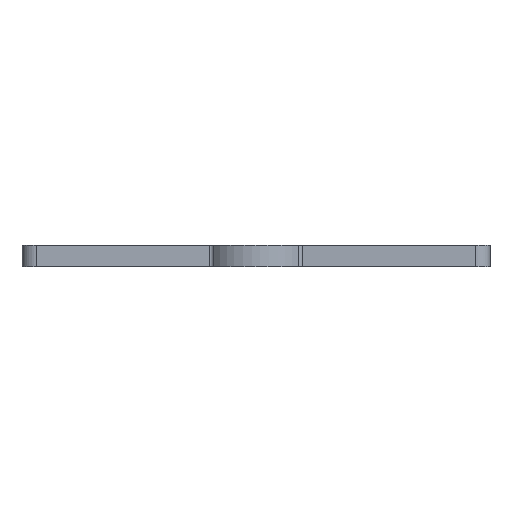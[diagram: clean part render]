
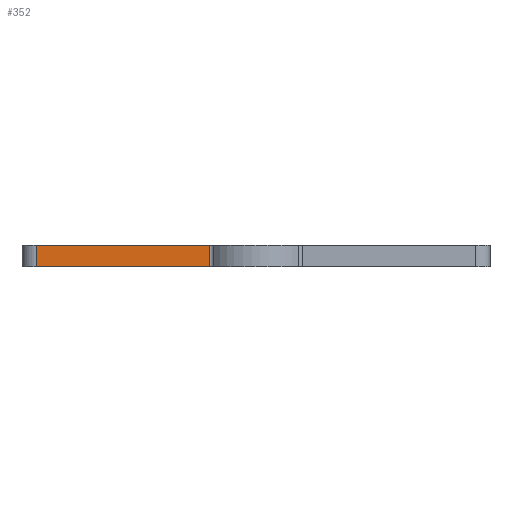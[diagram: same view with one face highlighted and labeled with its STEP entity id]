
A CAD part, front view. The second image highlights one B-rep face of the part: STEP entity #352.
In plain terms, the highlighted planar face has unit normal (0, -1, 0).
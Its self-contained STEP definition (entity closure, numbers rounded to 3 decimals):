
#103 = DIRECTION ( 'NONE',  ( 1., 0., 0. ) ) ;
#195 = CARTESIAN_POINT ( 'NONE',  ( -30., -21.6, 3. ) ) ;
#352 = ADVANCED_FACE ( 'NONE', ( #1548 ), #1697, .F. ) ;
#446 = VERTEX_POINT ( 'NONE', #1761 ) ;
#588 = CARTESIAN_POINT ( 'NONE',  ( -6.293, -21.6, 3. ) ) ;
#605 = ORIENTED_EDGE ( 'NONE', *, *, #1298, .T. ) ;
#665 = AXIS2_PLACEMENT_3D ( 'NONE', #2465, #1353, #2092 ) ;
#714 = CARTESIAN_POINT ( 'NONE',  ( -6.293, -21.6, 0. ) ) ;
#866 = EDGE_CURVE ( 'NONE', #900, #1015, #1741, .T. ) ;
#900 = VERTEX_POINT ( 'NONE', #1113 ) ;
#905 = VECTOR ( 'NONE', #1985, 1000. ) ;
#993 = EDGE_CURVE ( 'NONE', #900, #446, #2355, .T. ) ;
#1015 = VERTEX_POINT ( 'NONE', #588 ) ;
#1065 = VECTOR ( 'NONE', #103, 1000. ) ;
#1094 = CARTESIAN_POINT ( 'NONE',  ( -6.293, -21.6, 3. ) ) ;
#1113 = CARTESIAN_POINT ( 'NONE',  ( -30., -21.6, 3. ) ) ;
#1142 = ORIENTED_EDGE ( 'NONE', *, *, #2099, .T. ) ;
#1232 = EDGE_LOOP ( 'NONE', ( #1142, #605, #1714, #2228 ) ) ;
#1241 = VECTOR ( 'NONE', #2495, 1000. ) ;
#1298 = EDGE_CURVE ( 'NONE', #2476, #1015, #1917, .T. ) ;
#1353 = DIRECTION ( 'NONE',  ( 0., 1., 0. ) ) ;
#1485 = VECTOR ( 'NONE', #1505, 1000. ) ;
#1505 = DIRECTION ( 'NONE',  ( 1., 0., 0. ) ) ;
#1516 = CARTESIAN_POINT ( 'NONE',  ( -30., -21.6, 3. ) ) ;
#1548 = FACE_OUTER_BOUND ( 'NONE', #1232, .T. ) ;
#1697 = PLANE ( 'NONE',  #665 ) ;
#1714 = ORIENTED_EDGE ( 'NONE', *, *, #866, .F. ) ;
#1741 = LINE ( 'NONE', #1516, #1485 ) ;
#1761 = CARTESIAN_POINT ( 'NONE',  ( -30., -21.6, 0. ) ) ;
#1865 = LINE ( 'NONE', #2068, #1065 ) ;
#1917 = LINE ( 'NONE', #1094, #1241 ) ;
#1985 = DIRECTION ( 'NONE',  ( 0., 0., -1. ) ) ;
#2068 = CARTESIAN_POINT ( 'NONE',  ( -30., -21.6, 0. ) ) ;
#2092 = DIRECTION ( 'NONE',  ( 0., 0., 1. ) ) ;
#2099 = EDGE_CURVE ( 'NONE', #446, #2476, #1865, .T. ) ;
#2228 = ORIENTED_EDGE ( 'NONE', *, *, #993, .T. ) ;
#2355 = LINE ( 'NONE', #195, #905 ) ;
#2465 = CARTESIAN_POINT ( 'NONE',  ( -30., -21.6, 3. ) ) ;
#2476 = VERTEX_POINT ( 'NONE', #714 ) ;
#2495 = DIRECTION ( 'NONE',  ( 0., 0., 1. ) ) ;
